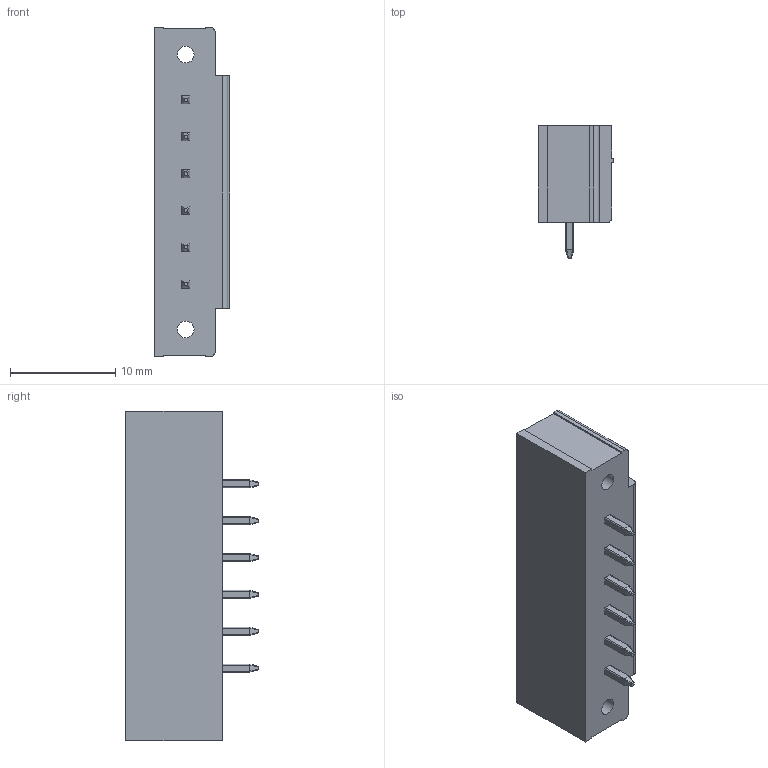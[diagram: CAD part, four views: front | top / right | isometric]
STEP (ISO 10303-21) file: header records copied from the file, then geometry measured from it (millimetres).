
FILE_DESCRIPTION((''),'2;1');
FILE_NAME('13757.1_STL1550_6F_35_V.stp','2014-02-06T12:58:38',('swilken'),(''),'Autodesk Inventor 2011','Autodesk Inventor 2011','');
FILE_SCHEMA(('AUTOMOTIVE_DESIGN { 1 0 10303 214 1 1 1 1 }'));
Length unit declared in the file: millimetre
Products named in the file (1): STL1550_6F_35_V
Bounding box: 7.2 x 12.6 x 31.3 mm (x, y, z)
Volume: 1167.1 mm3; surface area: 2396.2 mm2
Topology: 1 solids, 1 shells, 489 faces, 1257 edges, 796 vertices
Faces by surface type: plane 314, cylinder 109, bspline 48, cone 12, torus 6
Full cylindrical faces by diameter (mm): 1.6 x2, 2.5 x2
Entity records: 15423 total; most frequent: CARTESIAN_POINT 3571, ORIENTED_EDGE 2482, DIRECTION 2379, EDGE_CURVE 1241, VECTOR 891, LINE 891, VERTEX_POINT 796, AXIS2_PLACEMENT_3D 744
